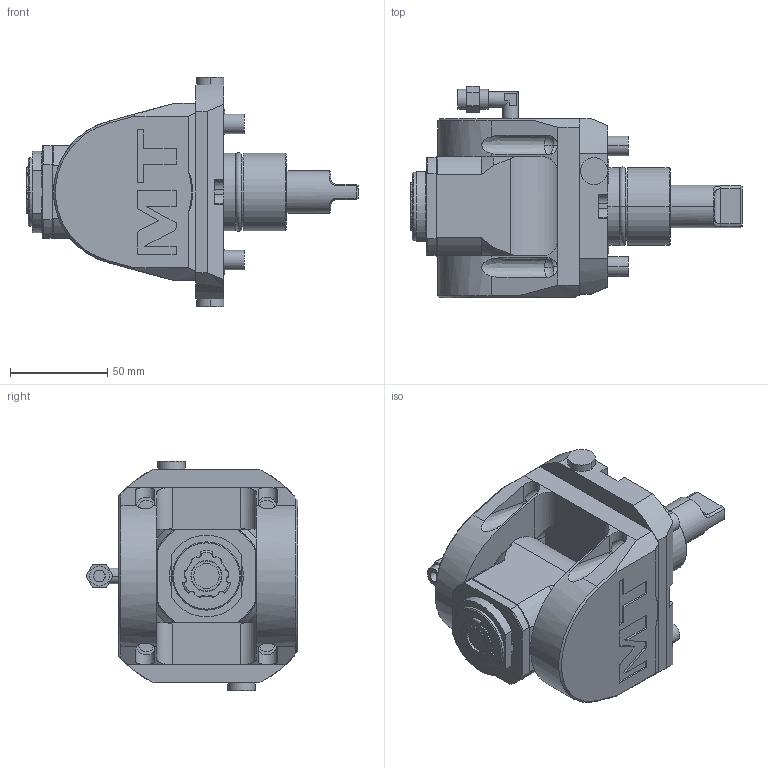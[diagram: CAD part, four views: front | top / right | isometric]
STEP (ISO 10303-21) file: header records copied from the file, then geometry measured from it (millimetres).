
FILE_DESCRIPTION((''),'2;1');
FILE_NAME('MNZ0580120_CONF','2023-02-22T13:00:30',('sterribile'),('M.T. srl'),'CREO PARAMETRIC BY PTC INC, 2021072','CREO PARAMETRIC BY PTC INC, 2021072','');
FILE_SCHEMA(('CONFIG_CONTROL_DESIGN'));
Length unit declared in the file: millimetre
Products named in the file (1): MNZ0580120_CONF
Bounding box: 170.66 x 108.87 x 118 mm (x, y, z)
Volume: 592727.9 mm3; surface area: 77329.5 mm2
Topology: 1 solids, 1 shells, 478 faces, 1254 edges, 804 vertices
Faces by surface type: plane 219, cylinder 153, cone 67, bspline 14, torus 13, sphere 8, extrusion 4
Entity records: 17245 total; most frequent: CARTESIAN_POINT 5636, ORIENTED_EDGE 2492, DIRECTION 2310, EDGE_CURVE 1246, AXIS2_PLACEMENT_3D 833, VERTEX_POINT 804, VECTOR 644, LINE 640
